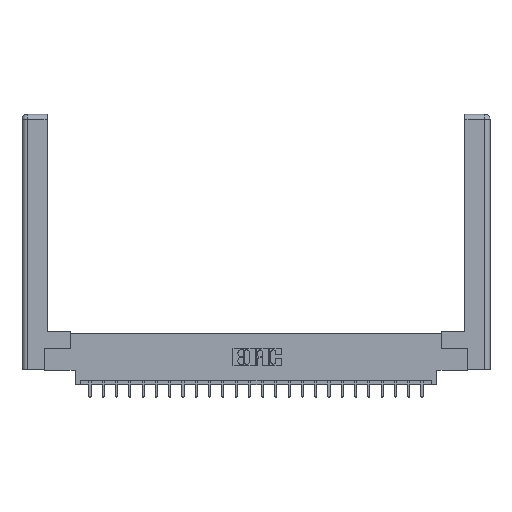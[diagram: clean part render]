
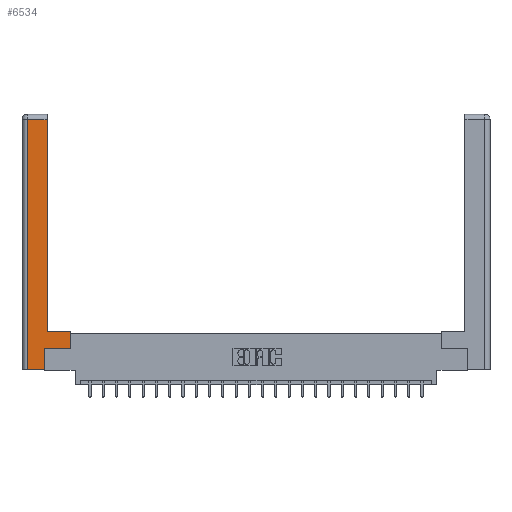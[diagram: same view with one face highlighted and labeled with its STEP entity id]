
A CAD part, top view. The second image highlights one B-rep face of the part: STEP entity #6534.
In plain terms, the highlighted planar face has unit normal (0, 0, 1).
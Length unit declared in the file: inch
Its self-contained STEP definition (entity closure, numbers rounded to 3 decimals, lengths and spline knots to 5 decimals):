
#157 = EDGE_CURVE ( 'NONE', #4482, #1662, #18602, .T. ) ;
#1292 = VERTEX_POINT ( 'NONE', #2051 ) ;
#1662 = VERTEX_POINT ( 'NONE', #12285 ) ;
#2051 = CARTESIAN_POINT ( 'NONE',  ( 0.565, 0.245, 0. ) ) ;
#2408 = VECTOR ( 'NONE', #10647, 39.37008 ) ;
#2623 = DIRECTION ( 'NONE',  ( -1., 0., 0. ) ) ;
#2722 = ORIENTED_EDGE ( 'NONE', *, *, #17790, .T. ) ;
#2969 = DIRECTION ( 'NONE',  ( 0., -1., 0. ) ) ;
#3941 = ORIENTED_EDGE ( 'NONE', *, *, #16166, .T. ) ;
#4482 = VERTEX_POINT ( 'NONE', #7229 ) ;
#5104 = CARTESIAN_POINT ( 'NONE',  ( 0.295, 3., 0. ) ) ;
#5462 = CARTESIAN_POINT ( 'NONE',  ( 0.265, 0., 0. ) ) ;
#5916 = LINE ( 'NONE', #9063, #18933 ) ;
#6102 = VERTEX_POINT ( 'NONE', #20631 ) ;
#6193 = LINE ( 'NONE', #5104, #13513 ) ;
#6384 = ORIENTED_EDGE ( 'NONE', *, *, #6554, .T. ) ;
#6467 = DIRECTION ( 'NONE',  ( -1., 0., 0. ) ) ;
#6534 = ADVANCED_FACE ( 'NONE', ( #8351 ), #14386, .F. ) ;
#6554 = EDGE_CURVE ( 'NONE', #6102, #19154, #17466, .T. ) ;
#6692 = DIRECTION ( 'NONE',  ( 0., 1., 0. ) ) ;
#7229 = CARTESIAN_POINT ( 'NONE',  ( 0.265, 0., 0. ) ) ;
#7353 = CARTESIAN_POINT ( 'NONE',  ( 0.0615, 2.94, 0. ) ) ;
#8351 = FACE_OUTER_BOUND ( 'NONE', #22337, .T. ) ;
#8621 = VECTOR ( 'NONE', #21597, 39.37008 ) ;
#9063 = CARTESIAN_POINT ( 'NONE',  ( 0.565, 0.45, 0. ) ) ;
#9145 = VERTEX_POINT ( 'NONE', #10522 ) ;
#10286 = DIRECTION ( 'NONE',  ( 0., 0., -1. ) ) ;
#10522 = CARTESIAN_POINT ( 'NONE',  ( 0.295, 2.94, 0. ) ) ;
#10647 = DIRECTION ( 'NONE',  ( -1., 0., 0. ) ) ;
#10659 = LINE ( 'NONE', #22581, #22747 ) ;
#10935 = ORIENTED_EDGE ( 'NONE', *, *, #15172, .T. ) ;
#11202 = CARTESIAN_POINT ( 'NONE',  ( 0.295, 0.45, 0. ) ) ;
#11399 = VECTOR ( 'NONE', #2623, 39.37008 ) ;
#11471 = AXIS2_PLACEMENT_3D ( 'NONE', #19922, #10286, #6467 ) ;
#11792 = ORIENTED_EDGE ( 'NONE', *, *, #21479, .T. ) ;
#12285 = CARTESIAN_POINT ( 'NONE',  ( 0.265, 0.245, 0. ) ) ;
#12338 = EDGE_CURVE ( 'NONE', #17098, #18731, #22462, .T. ) ;
#13513 = VECTOR ( 'NONE', #6692, 39.37008 ) ;
#14386 = PLANE ( 'NONE',  #11471 ) ;
#14932 = DIRECTION ( 'NONE',  ( 0., 1., 0. ) ) ;
#15172 = EDGE_CURVE ( 'NONE', #9145, #17098, #22305, .T. ) ;
#15555 = DIRECTION ( 'NONE',  ( 1., 0., 0. ) ) ;
#15577 = VECTOR ( 'NONE', #2969, 39.37008 ) ;
#16166 = EDGE_CURVE ( 'NONE', #18731, #4482, #21946, .T. ) ;
#16976 = DIRECTION ( 'NONE',  ( 1., 0., 0. ) ) ;
#17052 = EDGE_CURVE ( 'NONE', #19154, #9145, #6193, .T. ) ;
#17098 = VERTEX_POINT ( 'NONE', #7353 ) ;
#17179 = VECTOR ( 'NONE', #15555, 39.37008 ) ;
#17356 = CARTESIAN_POINT ( 'NONE',  ( 0.265, 0.245, 0. ) ) ;
#17466 = LINE ( 'NONE', #18168, #11399 ) ;
#17768 = ORIENTED_EDGE ( 'NONE', *, *, #17052, .T. ) ;
#17790 = EDGE_CURVE ( 'NONE', #1292, #6102, #5916, .T. ) ;
#18166 = CARTESIAN_POINT ( 'NONE',  ( 0.0615, 0., 0. ) ) ;
#18168 = CARTESIAN_POINT ( 'NONE',  ( 0.295, 0.45, 0. ) ) ;
#18442 = CARTESIAN_POINT ( 'NONE',  ( 0.0615, 2.94, 0. ) ) ;
#18602 = LINE ( 'NONE', #17356, #8621 ) ;
#18731 = VERTEX_POINT ( 'NONE', #18166 ) ;
#18933 = VECTOR ( 'NONE', #14932, 39.37008 ) ;
#19154 = VERTEX_POINT ( 'NONE', #11202 ) ;
#19739 = ORIENTED_EDGE ( 'NONE', *, *, #157, .T. ) ;
#19922 = CARTESIAN_POINT ( 'NONE',  ( 0., 0., 0. ) ) ;
#20631 = CARTESIAN_POINT ( 'NONE',  ( 0.565, 0.45, 0. ) ) ;
#21479 = EDGE_CURVE ( 'NONE', #1662, #1292, #10659, .T. ) ;
#21597 = DIRECTION ( 'NONE',  ( 0., 1., 0. ) ) ;
#21946 = LINE ( 'NONE', #5462, #17179 ) ;
#22188 = CARTESIAN_POINT ( 'NONE',  ( 0.0615, 0., 0. ) ) ;
#22305 = LINE ( 'NONE', #18442, #2408 ) ;
#22337 = EDGE_LOOP ( 'NONE', ( #17768, #10935, #24192, #3941, #19739, #11792, #2722, #6384 ) ) ;
#22462 = LINE ( 'NONE', #22188, #15577 ) ;
#22581 = CARTESIAN_POINT ( 'NONE',  ( 0.565, 0.245, 0. ) ) ;
#22747 = VECTOR ( 'NONE', #16976, 39.37008 ) ;
#24192 = ORIENTED_EDGE ( 'NONE', *, *, #12338, .T. ) ;
